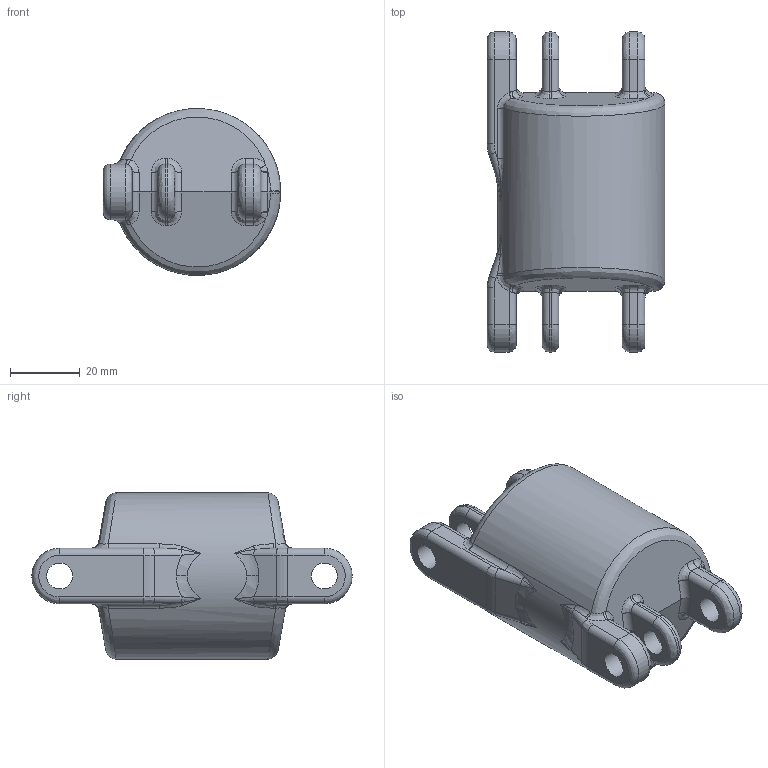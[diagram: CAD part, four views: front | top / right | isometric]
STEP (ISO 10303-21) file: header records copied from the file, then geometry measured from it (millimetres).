
FILE_DESCRIPTION (( 'STEP AP214' ), '1' );
FILE_NAME ('Z100316_Gunnebo.step', '2019-03-11T17:44:05', ( '' ), ( '' ), 'SwSTEP 2.0', 'SolidWorks 2010', '' );
FILE_SCHEMA (( 'AUTOMOTIVE_DESIGN' ));
Length unit declared in the file: millimetre
Products named in the file (1): Z100316_Gunnebo
Bounding box: 51 x 92 x 47.9 mm (x, y, z)
Volume: 106055.9 mm3; surface area: 15611.1 mm2
Topology: 1 solids, 1 shells, 185 faces, 430 edges, 246 vertices
Faces by surface type: bspline 76, cylinder 75, plane 34
Full cylindrical faces by diameter (mm): 7.462 x6, 48 x1
Entity records: 10760 total; most frequent: CARTESIAN_POINT 7365, ORIENTED_EDGE 840, DIRECTION 467, EDGE_CURVE 420, VERTEX_POINT 244, B_SPLINE_CURVE_WITH_KNOTS 206, EDGE_LOOP 204, FACE_OUTER_BOUND 192
